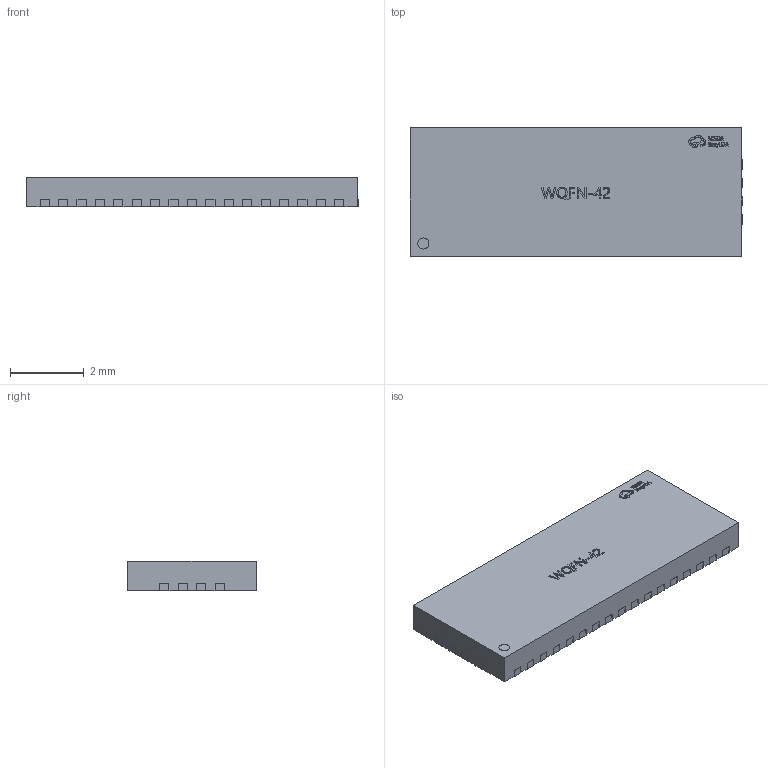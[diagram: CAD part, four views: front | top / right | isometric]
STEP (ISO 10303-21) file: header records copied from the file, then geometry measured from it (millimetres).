
FILE_DESCRIPTION (( 'STEP AP214' ), '1' );
FILE_NAME ('WFQFN-42_L9.0-W3.5-H0.8-P0.50.step', '2022-07-15T04:21:32', ( '' ), ( '' ), 'SwSTEP 2.0', 'SolidWorks 2020', '' );
FILE_SCHEMA (( 'AUTOMOTIVE_DESIGN' ));
Length unit declared in the file: millimetre
Products named in the file (1): WFQFN-42_L9.0-W3.5-H0.8-P0.50
Bounding box: 9.02 x 3.52 x 0.81 mm (x, y, z)
Volume: 25.4 mm3; surface area: 84.4 mm2
Topology: 14 solids, 14 shells, 660 faces, 1842 edges, 1228 vertices
Faces by surface type: plane 470, bspline 142, cylinder 48
Entity records: 30842 total; most frequent: CARTESIAN_POINT 7329, ORIENTED_EDGE 3684, DIRECTION 2688, EDGE_CURVE 1842, LINE 1458, VECTOR 1458, VERTEX_POINT 1228, EDGE_LOOP 690
